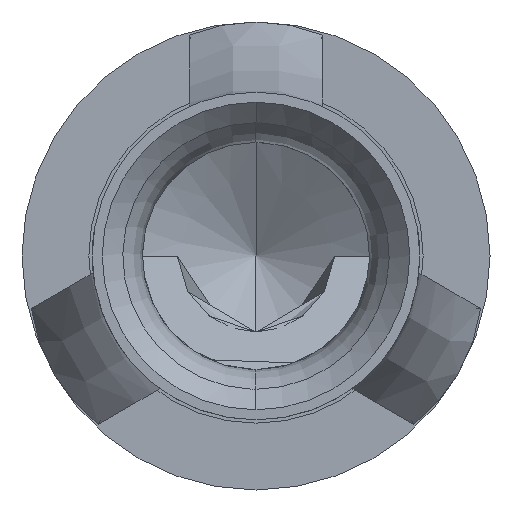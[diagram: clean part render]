
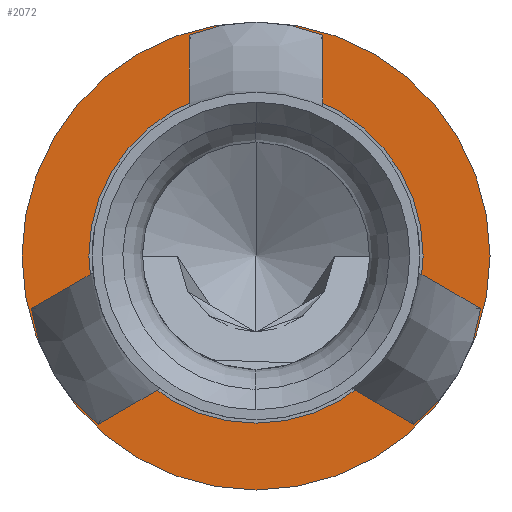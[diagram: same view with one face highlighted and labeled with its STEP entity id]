
A CAD part, left-side view. The second image highlights one B-rep face of the part: STEP entity #2072.
In plain terms, the highlighted planar face has unit normal (-1, 0, 0).
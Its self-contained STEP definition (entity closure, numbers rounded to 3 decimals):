
#547=CARTESIAN_POINT('',(0.95,0.,0.));
#548=DIRECTION('',(1.,0.,0.));
#549=DIRECTION('',(0.,0.,-1.));
#550=AXIS2_PLACEMENT_3D('',#547,#548,#549);
#552=CARTESIAN_POINT('',(0.95,0.,0.));
#553=DIRECTION('',(1.,0.,0.));
#554=DIRECTION('',(0.,0.,1.));
#555=AXIS2_PLACEMENT_3D('',#552,#553,#554);
#557=CARTESIAN_POINT('',(0.95,0.,0.));
#558=DIRECTION('',(-1.,0.,0.));
#559=DIRECTION('',(0.,0.,-1.));
#560=AXIS2_PLACEMENT_3D('',#557,#558,#559);
#562=CARTESIAN_POINT('',(0.95,0.,0.));
#563=DIRECTION('',(-1.,0.,0.));
#564=DIRECTION('',(0.,0.,1.));
#565=AXIS2_PLACEMENT_3D('',#562,#563,#564);
#1431=CARTESIAN_POINT('',(0.95,0.,1.25));
#1432=CARTESIAN_POINT('',(0.95,0.,-1.25));
#1433=VERTEX_POINT('',#1431);
#1434=VERTEX_POINT('',#1432);
#1439=CARTESIAN_POINT('',(0.95,0.,-1.75));
#1440=CARTESIAN_POINT('',(0.95,0.,1.75));
#1441=VERTEX_POINT('',#1439);
#1442=VERTEX_POINT('',#1440);
#2057=CARTESIAN_POINT('',(0.95,0.,0.));
#2058=DIRECTION('',(1.,0.,0.));
#2059=DIRECTION('',(0.,0.,-1.));
#2060=AXIS2_PLACEMENT_3D('',#2057,#2058,#2059);
#2061=PLANE('',#2060);
#2063=ORIENTED_EDGE('',*,*,#2062,.T.);
#2065=ORIENTED_EDGE('',*,*,#2064,.T.);
#2066=EDGE_LOOP('',(#2063,#2065));
#2067=FACE_OUTER_BOUND('',#2066,.F.);
#2068=ORIENTED_EDGE('',*,*,#2050,.T.);
#2069=ORIENTED_EDGE('',*,*,#2039,.T.);
#2070=EDGE_LOOP('',(#2068,#2069));
#2071=FACE_BOUND('',#2070,.F.);
#2072=ADVANCED_FACE('',(#2067,#2071),#2061,.F.);
#551=CIRCLE('',#550,1.75);
#556=CIRCLE('',#555,1.75);
#561=CIRCLE('',#560,1.25);
#566=CIRCLE('',#565,1.25);
#2039=EDGE_CURVE('',#1433,#1434,#566,.T.);
#2050=EDGE_CURVE('',#1434,#1433,#561,.T.);
#2062=EDGE_CURVE('',#1441,#1442,#551,.T.);
#2064=EDGE_CURVE('',#1442,#1441,#556,.T.);
